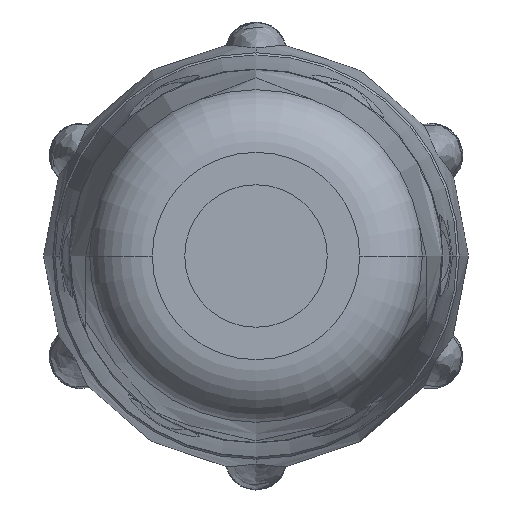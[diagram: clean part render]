
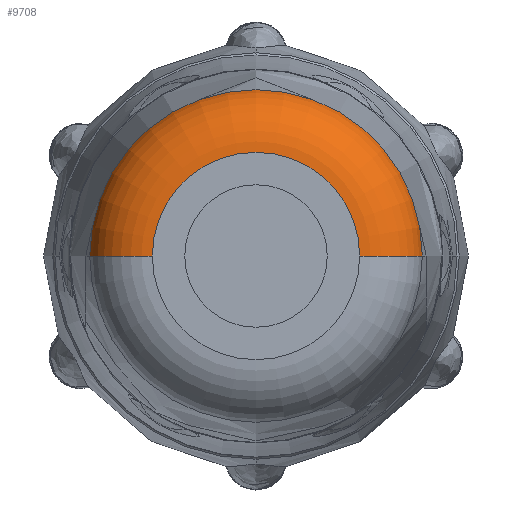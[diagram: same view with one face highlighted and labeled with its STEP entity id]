
A CAD part, front view. The second image highlights one B-rep face of the part: STEP entity #9708.
In plain terms, the highlighted toroidal (fillet/blend) face has major radius 4.873 mm and minor radius 3 mm.
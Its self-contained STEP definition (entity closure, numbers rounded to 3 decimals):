
#4190=CARTESIAN_POINT('',(6.25,-26.921,-6.25));
#4191=DIRECTION('',(0.,1.,0.));
#4192=DIRECTION('',(-1.,0.,0.));
#4193=AXIS2_PLACEMENT_3D('',#4190,#4191,#4192);
#4195=CARTESIAN_POINT('',(1.377,-26.35,-6.25));
#4196=DIRECTION('',(0.,0.,1.));
#4197=DIRECTION('',(-0.982,-0.19,0.));
#4198=AXIS2_PLACEMENT_3D('',#4195,#4196,#4197);
#4200=CARTESIAN_POINT('',(11.123,-26.35,-6.25));
#4201=DIRECTION('',(0.,0.,-1.));
#4202=DIRECTION('',(0.982,-0.19,0.));
#4203=AXIS2_PLACEMENT_3D('',#4200,#4201,#4202);
#4215=CARTESIAN_POINT('',(6.25,-29.35,-6.25));
#4216=DIRECTION('',(0.,1.,0.));
#4217=DIRECTION('',(-1.,0.,0.));
#4218=AXIS2_PLACEMENT_3D('',#4215,#4216,#4217);
#5467=CARTESIAN_POINT('',(-1.568,-26.921,-6.25));
#5468=CARTESIAN_POINT('',(1.377,-29.35,-6.25));
#5469=VERTEX_POINT('',#5467);
#5470=VERTEX_POINT('',#5468);
#5471=CARTESIAN_POINT('',(14.068,-26.921,-6.25));
#5472=CARTESIAN_POINT('',(11.123,-29.35,-6.25));
#5473=VERTEX_POINT('',#5471);
#5474=VERTEX_POINT('',#5472);
#9694=CARTESIAN_POINT('',(6.25,-26.35,-6.25));
#9695=DIRECTION('',(0.,1.,0.));
#9696=DIRECTION('',(1.,0.,0.));
#9697=AXIS2_PLACEMENT_3D('',#9694,#9695,#9696);
#9698=TOROIDAL_SURFACE('',#9697,4.873,3.);
#9700=ORIENTED_EDGE('',*,*,#9699,.F.);
#9701=ORIENTED_EDGE('',*,*,#9684,.T.);
#9703=ORIENTED_EDGE('',*,*,#9702,.T.);
#9705=ORIENTED_EDGE('',*,*,#9704,.F.);
#9706=EDGE_LOOP('',(#9700,#9701,#9703,#9705));
#9707=FACE_OUTER_BOUND('',#9706,.F.);
#9708=ADVANCED_FACE('',(#9707),#9698,.T.);
#4194=CIRCLE('',#4193,7.818);
#4199=CIRCLE('',#4198,3.);
#4204=CIRCLE('',#4203,3.);
#4219=CIRCLE('',#4218,4.873);
#9684=EDGE_CURVE('',#5469,#5473,#4194,.T.);
#9699=EDGE_CURVE('',#5469,#5470,#4199,.T.);
#9702=EDGE_CURVE('',#5473,#5474,#4204,.T.);
#9704=EDGE_CURVE('',#5470,#5474,#4219,.T.);
